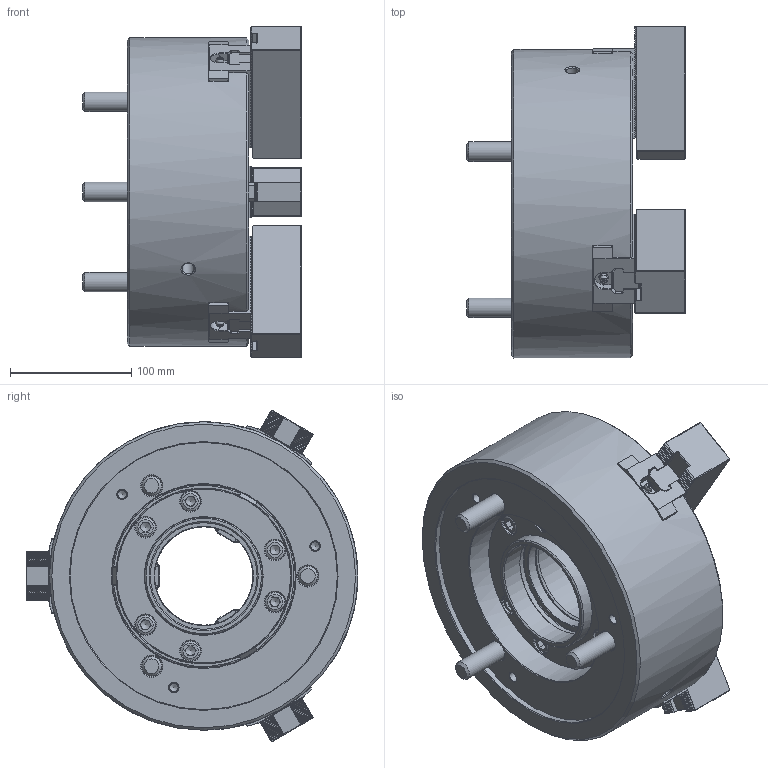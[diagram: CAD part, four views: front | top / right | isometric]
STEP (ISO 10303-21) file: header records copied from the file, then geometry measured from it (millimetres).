
FILE_DESCRIPTION(/* description */ ('Unknown'),/* implementation_level */ '2;1');
FILE_NAME(/* name */ 'BB210-Solid',/* time_stamp */ '2019-08-13T15:17:39+01:00',/* author */ ('Unknown'),/* organization */ ('Unknown'),/* preprocessor_version */ 'ST-DEVELOPER v16.7',/* originating_system */ 'DEX',/* authorisation */ $);
FILE_SCHEMA (('AUTOMOTIVE_DESIGN {1 0 10303 214 3 1 1}'));
Products named in the file (1): BB210
Bounding box: 180.2 x 273.25 x 272.71 mm (x, y, z)
Volume: 4453178.7 mm3; surface area: 505387.4 mm2
Topology: 1 solids, 24 shells, 3827 faces, 10946 edges, 7108 vertices
Faces by surface type: plane 3121, cylinder 321, cone 227, bspline 93, torus 47, sphere 18
Full cylindrical faces by diameter (mm): 2 x3, 3 x3, 3.8 x27, 4.917 x4, 5 x3, 6 x14, 6.6 x3, 7 x3, 8 x3, 8.5 x6, 10 x14, 10.5 x3, 10.6 x2, 11 x9, 12 x12, 13 x6, 14 x3, 16 x9, 17 x9, 18 x6, 19 x6, 24 x3, 25 x3, 81 x2, 84 x2, 86 x1, 87 x1, 87.835 x1, 91 x1, 97 x2
Entity records: 148002 total; most frequent: CARTESIAN_POINT 23686, ORIENTED_EDGE 20714, DIRECTION 18889, EDGE_CURVE 10357, LINE 8693, VECTOR 8693, VERTEX_POINT 6932, AXIS2_PLACEMENT_3D 5098
